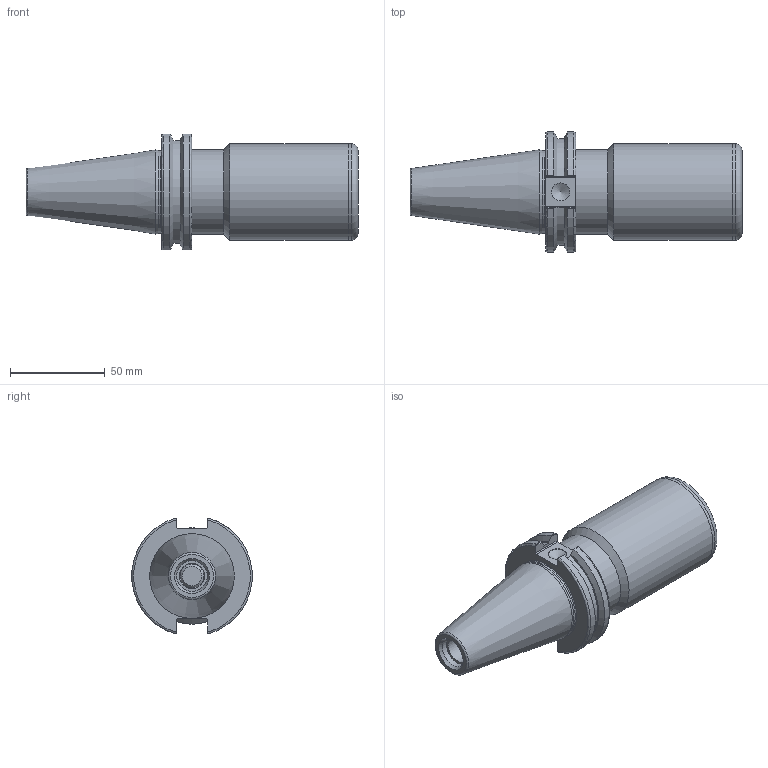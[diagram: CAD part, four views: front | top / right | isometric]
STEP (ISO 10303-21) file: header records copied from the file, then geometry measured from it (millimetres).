
FILE_DESCRIPTION(/* description */ ('','CAx-IF Rec.Pracs.---Representation and Presentation of Product Manufacturing Information (PMI)---4.0---2014-10-13'),/* implementation_level */ '2;1');
FILE_NAME(/* name */ 'QK017.stp',/* time_stamp */ '2025-03-26T10:08:23+09:00',/* author */ ('eos'),/* organization */ (''),/* preprocessor_version */ 'ST-DEVELOPER v20',/* originating_system */ 'Autodesk Inventor 2025',/* authorisation */ '');
FILE_SCHEMA (('AP242_MANAGED_MODEL_BASED_3D_ENGINEERING_MIM_LF { 1 0 10303 442 1 1 4 }'));
Products named in the file (6): LO-CAT40-SSA31.75-101.6; CAT50; SSH25.4-CAP; SSH25.4-DRIVE KEY; ISO 8752 - 3 x 10  A; ANSI B18.3 - 1/2 - 13 UNC - 2 1/2 HS HCS
Assembly tree (4 placements, depth 2):
  LO-CAT40-SSA31.75-101.6
    CAT50
    SSH25.4-CAP
    SSH25.4-DRIVE KEY
    ISO 8752 - 3 x 10  A
  ANSI B18.3 - 1/2 - 13 UNC - 2 1/2 HS HCS
Bounding box: 175 x 63.26 x 61.09 mm (x, y, z)
Volume: 262858.4 mm3; surface area: 54345.6 mm2
Topology: 5 solids, 5 shells, 122 faces, 304 edges, 198 vertices
Faces by surface type: plane 62, cylinder 28, cone 20, torus 10, bspline 2
Full cylindrical faces by diameter (mm): 3 x2, 9.525 x1, 10.592 x1, 12.7 x1, 13.386 x1, 13.5 x1, 16.3 x1, 19.05 x1, 20.6 x1, 31.75 x1, 40.2 x1, 43.6 x1, 44.45 x1, 50.8 x2
Entity records: 5045 total; most frequent: CARTESIAN_POINT 1276, DIRECTION 718, ORIENTED_EDGE 600, EDGE_CURVE 300, AXIS2_PLACEMENT_3D 284, VERTEX_POINT 198, STYLED_ITEM 167, LINE 150
